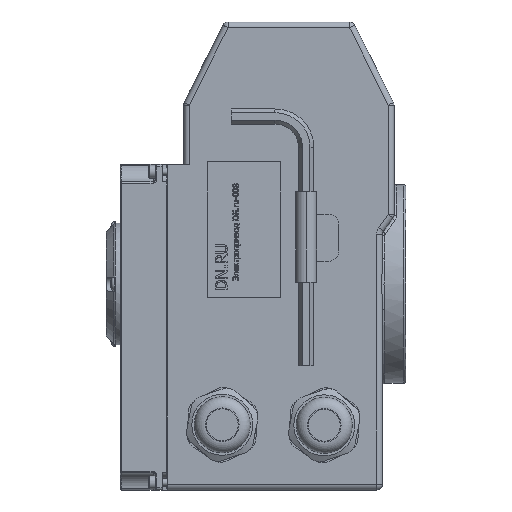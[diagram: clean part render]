
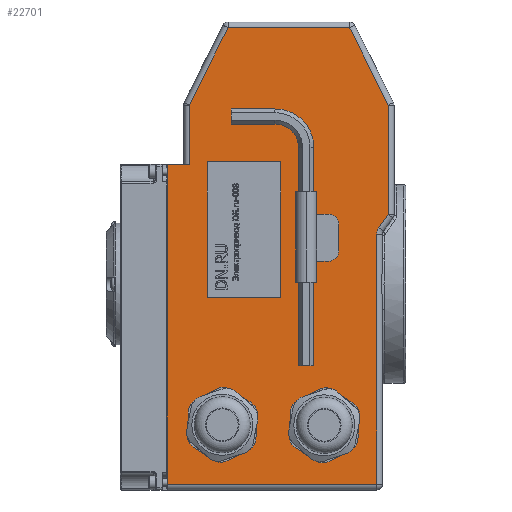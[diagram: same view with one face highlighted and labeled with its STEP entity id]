
A CAD part, left-side view. The second image highlights one B-rep face of the part: STEP entity #22701.
In plain terms, the highlighted planar face has unit normal (-1, 0, 0).
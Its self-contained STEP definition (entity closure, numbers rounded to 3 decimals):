
#1113=FACE_BOUND('',#3247,.T.);
#1256=PLANE('',#24391);
#1963=FACE_OUTER_BOUND('',#3246,.T.);
#3246=EDGE_LOOP('',(#15139,#15140,#15141,#15142,#15143,#15144,#15145,#15146,
#15147,#15148,#15149));
#3247=EDGE_LOOP('',(#15150,#15151,#15152,#15153));
#4732=LINE('',#32499,#6615);
#4762=LINE('',#32619,#6645);
#4765=LINE('',#32628,#6648);
#4766=LINE('',#32631,#6649);
#4767=LINE('',#32633,#6650);
#4768=LINE('',#32635,#6651);
#4769=LINE('',#32637,#6652);
#4770=LINE('',#32639,#6653);
#4771=LINE('',#32643,#6654);
#4772=LINE('',#32644,#6655);
#4773=LINE('',#32647,#6656);
#4774=LINE('',#32649,#6657);
#4775=LINE('',#32651,#6658);
#4776=LINE('',#32652,#6659);
#6615=VECTOR('',#26686,10.);
#6645=VECTOR('',#26808,10.);
#6648=VECTOR('',#26817,10.);
#6649=VECTOR('',#26820,10.);
#6650=VECTOR('',#26821,10.);
#6651=VECTOR('',#26822,10.);
#6652=VECTOR('',#26823,10.);
#6653=VECTOR('',#26824,10.);
#6654=VECTOR('',#26827,10.);
#6655=VECTOR('',#26828,10.);
#6656=VECTOR('',#26829,10.);
#6657=VECTOR('',#26830,10.);
#6658=VECTOR('',#26831,10.);
#6659=VECTOR('',#26832,10.);
#8480=CIRCLE('',#24392,5.);
#9362=VERTEX_POINT('',#32496);
#9363=VERTEX_POINT('',#32498);
#9407=VERTEX_POINT('',#32618);
#9410=VERTEX_POINT('',#32626);
#9411=VERTEX_POINT('',#32630);
#9412=VERTEX_POINT('',#32632);
#9413=VERTEX_POINT('',#32634);
#9414=VERTEX_POINT('',#32636);
#9415=VERTEX_POINT('',#32638);
#9416=VERTEX_POINT('',#32640);
#9417=VERTEX_POINT('',#32642);
#9418=VERTEX_POINT('',#32645);
#9419=VERTEX_POINT('',#32646);
#9420=VERTEX_POINT('',#32648);
#9421=VERTEX_POINT('',#32650);
#11591=EDGE_CURVE('',#9362,#9363,#4732,.T.);
#11649=EDGE_CURVE('',#9363,#9407,#4762,.T.);
#11654=EDGE_CURVE('',#9410,#9362,#4765,.T.);
#11655=EDGE_CURVE('',#9411,#9410,#4766,.T.);
#11656=EDGE_CURVE('',#9412,#9411,#4767,.T.);
#11657=EDGE_CURVE('',#9413,#9412,#4768,.T.);
#11658=EDGE_CURVE('',#9414,#9413,#4769,.T.);
#11659=EDGE_CURVE('',#9415,#9414,#4770,.T.);
#11660=EDGE_CURVE('',#9416,#9415,#8480,.T.);
#11661=EDGE_CURVE('',#9417,#9416,#4771,.T.);
#11662=EDGE_CURVE('',#9407,#9417,#4772,.T.);
#11663=EDGE_CURVE('',#9418,#9419,#4773,.T.);
#11664=EDGE_CURVE('',#9419,#9420,#4774,.T.);
#11665=EDGE_CURVE('',#9420,#9421,#4775,.T.);
#11666=EDGE_CURVE('',#9421,#9418,#4776,.T.);
#15139=ORIENTED_EDGE('',*,*,#11591,.F.);
#15140=ORIENTED_EDGE('',*,*,#11654,.F.);
#15141=ORIENTED_EDGE('',*,*,#11655,.F.);
#15142=ORIENTED_EDGE('',*,*,#11656,.F.);
#15143=ORIENTED_EDGE('',*,*,#11657,.F.);
#15144=ORIENTED_EDGE('',*,*,#11658,.F.);
#15145=ORIENTED_EDGE('',*,*,#11659,.F.);
#15146=ORIENTED_EDGE('',*,*,#11660,.F.);
#15147=ORIENTED_EDGE('',*,*,#11661,.F.);
#15148=ORIENTED_EDGE('',*,*,#11662,.F.);
#15149=ORIENTED_EDGE('',*,*,#11649,.F.);
#15150=ORIENTED_EDGE('',*,*,#11663,.T.);
#15151=ORIENTED_EDGE('',*,*,#11664,.T.);
#15152=ORIENTED_EDGE('',*,*,#11665,.T.);
#15153=ORIENTED_EDGE('',*,*,#11666,.T.);
#22701=ADVANCED_FACE('',(#1963,#1113),#1256,.F.);
#24391=AXIS2_PLACEMENT_3D('',#32629,#26818,#26819);
#24392=AXIS2_PLACEMENT_3D('',#32641,#26825,#26826);
#26686=DIRECTION('',(0.,-1.,0.));
#26808=DIRECTION('',(0.,-0.447,-0.894));
#26817=DIRECTION('',(0.,-0.447,0.894));
#26818=DIRECTION('center_axis',(1.,0.,0.));
#26819=DIRECTION('ref_axis',(0.,0.,-1.));
#26820=DIRECTION('',(0.,0.,1.));
#26821=DIRECTION('',(0.,-1.,0.));
#26822=DIRECTION('',(0.,0.,1.));
#26823=DIRECTION('',(0.,1.,0.));
#26824=DIRECTION('',(0.,0.,-1.));
#26825=DIRECTION('center_axis',(-1.,0.,0.));
#26826=DIRECTION('ref_axis',(0.,0.952,0.305));
#26827=DIRECTION('',(0.,0.582,-0.813));
#26828=DIRECTION('',(0.,0.,-1.));
#26829=DIRECTION('',(0.,1.,0.));
#26830=DIRECTION('',(0.,0.,1.));
#26831=DIRECTION('',(0.,-1.,0.));
#26832=DIRECTION('',(0.,0.,-1.));
#32496=CARTESIAN_POINT('',(0.,25.955,96.5));
#32498=CARTESIAN_POINT('',(0.,-25.955,96.5));
#32499=CARTESIAN_POINT('',(0.,15.,96.5));
#32618=CARTESIAN_POINT('',(0.,-42.5,63.41));
#32619=CARTESIAN_POINT('',(0.,-43.564,61.282));
#32626=CARTESIAN_POINT('',(0.,42.5,63.41));
#32628=CARTESIAN_POINT('',(0.,51.064,46.282));
#32629=CARTESIAN_POINT('Origin',(0.,0.,0.));
#32630=CARTESIAN_POINT('',(0.,42.5,38.126));
#32631=CARTESIAN_POINT('',(0.,42.5,8.));
#32632=CARTESIAN_POINT('',(0.,52.,38.126));
#32633=CARTESIAN_POINT('',(0.,45.,38.126));
#32634=CARTESIAN_POINT('',(0.,52.,-98.5));
#32635=CARTESIAN_POINT('',(0.,52.,-94.));
#32636=CARTESIAN_POINT('',(0.,-37.5,-98.5));
#32637=CARTESIAN_POINT('',(0.,-20.,-98.5));
#32638=CARTESIAN_POINT('',(0.,-37.5,8.207));
#32639=CARTESIAN_POINT('',(0.,-37.5,4.504));
#32640=CARTESIAN_POINT('',(0.,-38.433,11.115));
#32641=CARTESIAN_POINT('Origin',(0.,-42.5,8.207));
#32642=CARTESIAN_POINT('',(0.,-42.5,16.802));
#32643=CARTESIAN_POINT('',(0.,-31.567,1.515));
#32644=CARTESIAN_POINT('',(0.,-42.5,32.));
#32645=CARTESIAN_POINT('',(0.,3.522,-18.847));
#32646=CARTESIAN_POINT('',(0.,34.889,-18.847));
#32647=CARTESIAN_POINT('',(0.,17.444,-18.847));
#32648=CARTESIAN_POINT('',(0.,34.889,39.262));
#32649=CARTESIAN_POINT('',(0.,34.889,19.631));
#32650=CARTESIAN_POINT('',(0.,3.522,39.262));
#32651=CARTESIAN_POINT('',(0.,1.761,39.262));
#32652=CARTESIAN_POINT('',(0.,3.522,-9.423));
